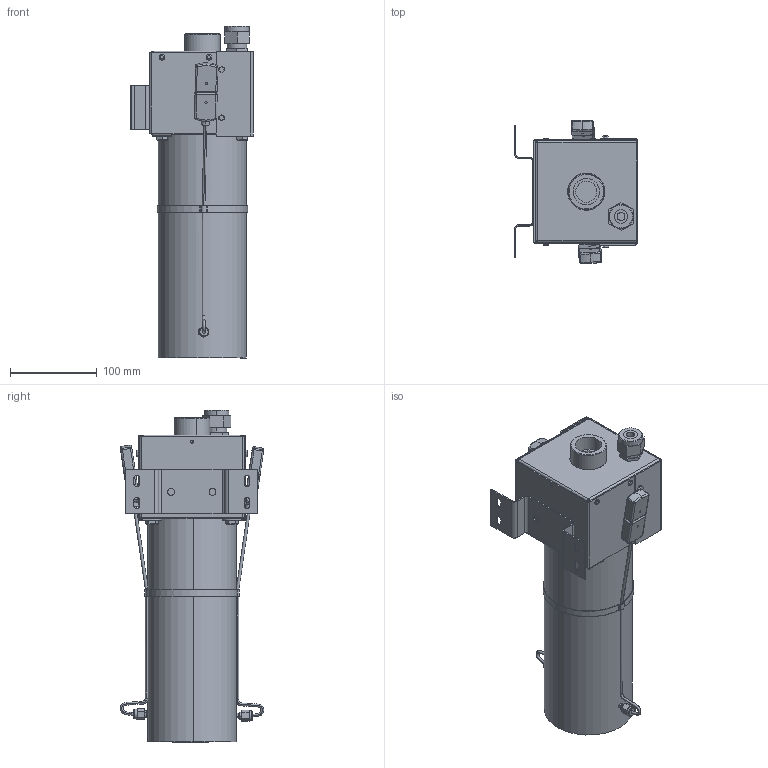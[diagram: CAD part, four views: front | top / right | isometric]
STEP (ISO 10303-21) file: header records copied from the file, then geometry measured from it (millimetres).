
FILE_DESCRIPTION (( 'STEP AP203' ), '1' );
FILE_NAME ('HT400-1F-NF-TF2 AUG2017 203.STEP', '2017-09-01T19:41:05', ( '' ), ( '' ), 'SwSTEP 2.0', 'SolidWorks 2017', '' );
FILE_SCHEMA (( 'CONFIG_CONTROL_DESIGN' ));
Products named in the file (1): HT400-1F-NF-TF2 AUG2017 203
Bounding box: 141.36 x 165.11 x 382.37 mm (x, y, z)
Volume: 612314.5 mm3; surface area: 513771.5 mm2
Topology: 336 solids, 336 shells, 5255 faces, 13431 edges, 8853 vertices
Faces by surface type: plane 3295, bspline 1323, cylinder 511, cone 118, torus 8
Entity records: 165726 total; most frequent: CARTESIAN_POINT 46641, ORIENTED_EDGE 26806, DIRECTION 19644, EDGE_CURVE 13403, LINE 9404, VECTOR 9404, VERTEX_POINT 8857, EDGE_LOOP 5638
